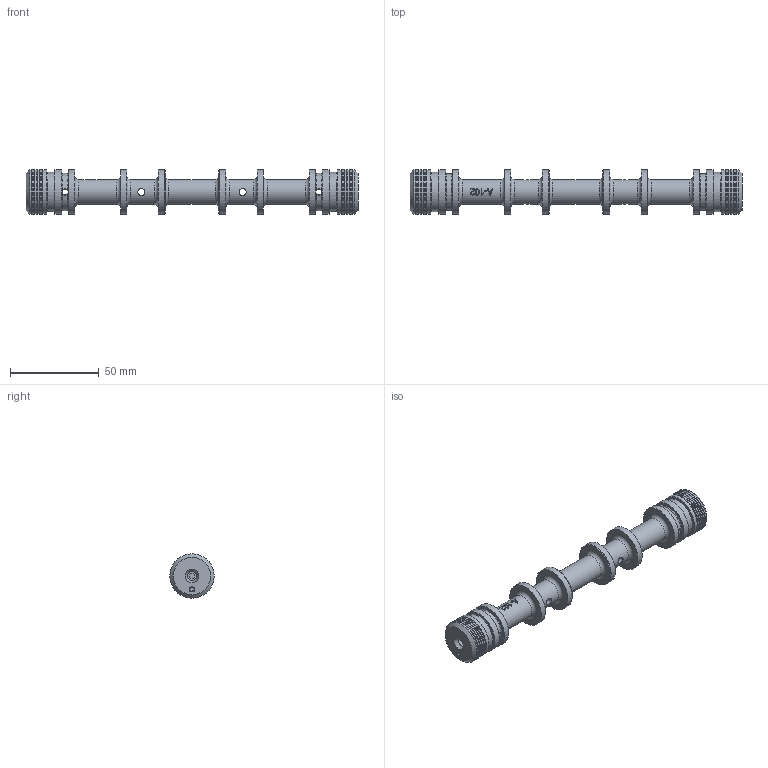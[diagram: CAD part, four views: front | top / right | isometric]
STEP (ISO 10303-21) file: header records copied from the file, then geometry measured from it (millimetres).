
FILE_DESCRIPTION(/* description */ ('Unknown'),/* implementation_level */ '2;1');
FILE_NAME(/* name */ 'AP-2220S102-C',/* time_stamp */ '2020-12-02T10:12:04+01:00',/* author */ ('Unknown'),/* organization */ ('Unknown'),/* preprocessor_version */ 'ST-DEVELOPER v16.7',/* originating_system */ 'DEX',/* authorisation */ $);
FILE_SCHEMA (('AUTOMOTIVE_DESIGN {1 0 10303 214 3 1 1}'));
Length unit declared in the file: millimetre
Products named in the file (4): AP-2220S102-C; AP-2220-S01-102-B; WV-7306-006; WV-7303-303
Assembly tree (5 placements, depth 2):
  AP-2220S102-C
    AP-2220-S01-102-B
    WV-7306-006  x2
    WV-7303-303  x2
Bounding box: 187 x 25 x 25 mm (x, y, z)
Volume: 47097.7 mm3; surface area: 18966.9 mm2
Topology: 5 solids, 5 shells, 214 faces, 465 edges, 301 vertices
Faces by surface type: plane 105, cylinder 63, cone 20, torus 18, bspline 8
Full cylindrical faces by diameter (mm): 2.459 x4, 2.5 x2, 3 x2, 3.5 x4, 4 x2, 4.917 x4, 6 x2, 14 x5, 22 x2, 24.5 x10, 25 x20
Entity records: 6663 total; most frequent: CARTESIAN_POINT 1556, DIRECTION 741, ORIENTED_EDGE 604, EDGE_LOOP 344, FACE_BOUND 344, AXIS2_PLACEMENT_3D 333, EDGE_CURVE 302, VERTEX_POINT 244
